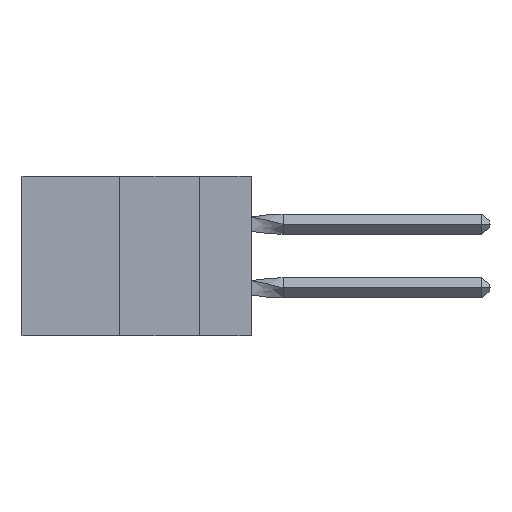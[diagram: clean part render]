
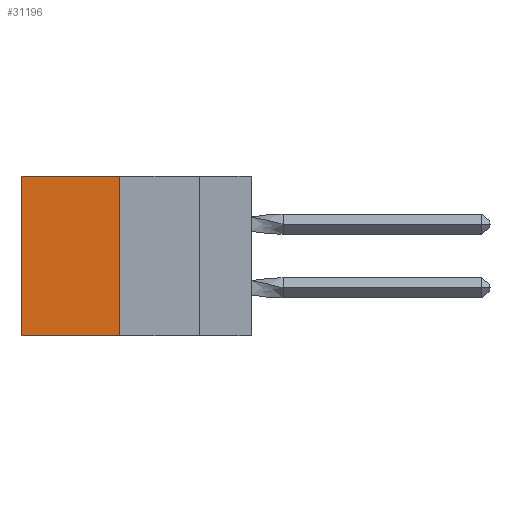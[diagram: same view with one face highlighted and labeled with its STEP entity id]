
A CAD part, left-side view. The second image highlights one B-rep face of the part: STEP entity #31196.
In plain terms, the highlighted planar face has unit normal (-1, 0, 0).
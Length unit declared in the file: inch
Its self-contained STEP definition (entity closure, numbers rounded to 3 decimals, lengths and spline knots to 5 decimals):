
#1990 = CARTESIAN_POINT ( 'NONE',  ( 0.305, 0.72, -0.5 ) ) ;
#3626 = DIRECTION ( 'NONE',  ( 1., 0., 0. ) ) ;
#4954 = AXIS2_PLACEMENT_3D ( 'NONE', #9916, #3626, #37390 ) ;
#6840 = VECTOR ( 'NONE', #30997, 39.37008 ) ;
#7857 = EDGE_CURVE ( 'NONE', #20336, #25385, #21423, .T. ) ;
#9627 = LINE ( 'NONE', #1990, #34036 ) ;
#9763 = CARTESIAN_POINT ( 'NONE',  ( 0.305, 0.413, -0.5 ) ) ;
#9916 = CARTESIAN_POINT ( 'NONE',  ( 0.305, 0.413, -0.5 ) ) ;
#10855 = ORIENTED_EDGE ( 'NONE', *, *, #16085, .F. ) ;
#11853 = EDGE_LOOP ( 'NONE', ( #33893, #33260, #10855, #20843 ) ) ;
#12131 = LINE ( 'NONE', #9763, #6840 ) ;
#15495 = DIRECTION ( 'NONE',  ( 0., 0., -1. ) ) ;
#16085 = EDGE_CURVE ( 'NONE', #20336, #35094, #17777, .T. ) ;
#16750 = VECTOR ( 'NONE', #26091, 39.37008 ) ;
#16762 = CARTESIAN_POINT ( 'NONE',  ( 0.305, 0.413, -0.5 ) ) ;
#17777 = LINE ( 'NONE', #33798, #21544 ) ;
#19200 = CARTESIAN_POINT ( 'NONE',  ( 0.305, 0.413, 0. ) ) ;
#19509 = FACE_OUTER_BOUND ( 'NONE', #11853, .T. ) ;
#19516 = PLANE ( 'NONE',  #4954 ) ;
#20336 = VERTEX_POINT ( 'NONE', #19200 ) ;
#20843 = ORIENTED_EDGE ( 'NONE', *, *, #7857, .T. ) ;
#21423 = LINE ( 'NONE', #35555, #16750 ) ;
#21544 = VECTOR ( 'NONE', #15495, 39.37008 ) ;
#22442 = EDGE_CURVE ( 'NONE', #35094, #25029, #12131, .T. ) ;
#25029 = VERTEX_POINT ( 'NONE', #37475 ) ;
#25385 = VERTEX_POINT ( 'NONE', #25391 ) ;
#25391 = CARTESIAN_POINT ( 'NONE',  ( 0.305, 0.72, 0. ) ) ;
#26091 = DIRECTION ( 'NONE',  ( 0., 1., 0. ) ) ;
#26734 = EDGE_CURVE ( 'NONE', #25385, #25029, #9627, .T. ) ;
#30997 = DIRECTION ( 'NONE',  ( 0., 1., 0. ) ) ;
#31196 = ADVANCED_FACE ( 'NONE', ( #19509 ), #19516, .F. ) ;
#33260 = ORIENTED_EDGE ( 'NONE', *, *, #22442, .F. ) ;
#33798 = CARTESIAN_POINT ( 'NONE',  ( 0.305, 0.413, -0.5 ) ) ;
#33893 = ORIENTED_EDGE ( 'NONE', *, *, #26734, .T. ) ;
#34036 = VECTOR ( 'NONE', #35836, 39.37008 ) ;
#35094 = VERTEX_POINT ( 'NONE', #16762 ) ;
#35555 = CARTESIAN_POINT ( 'NONE',  ( 0.305, 0.413, 0. ) ) ;
#35836 = DIRECTION ( 'NONE',  ( 0., 0., -1. ) ) ;
#37390 = DIRECTION ( 'NONE',  ( 0., 0., -1. ) ) ;
#37475 = CARTESIAN_POINT ( 'NONE',  ( 0.305, 0.72, -0.5 ) ) ;
